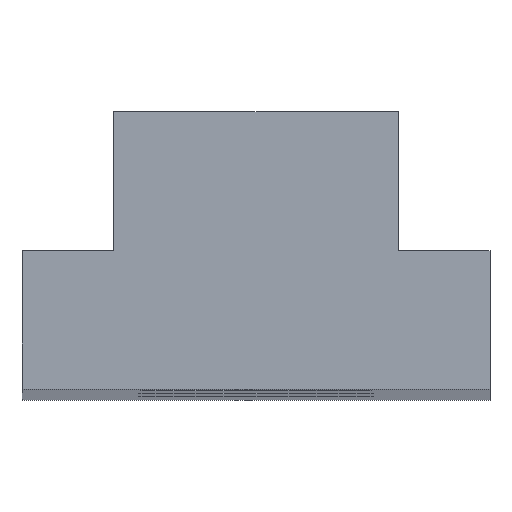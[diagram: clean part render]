
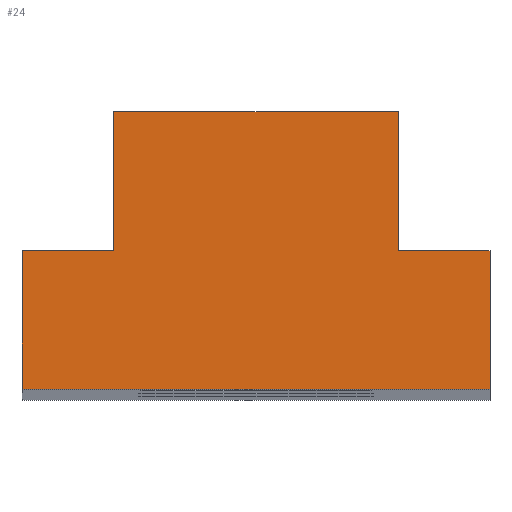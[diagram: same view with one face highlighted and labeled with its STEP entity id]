
A CAD part, top view. The second image highlights one B-rep face of the part: STEP entity #24.
In plain terms, the highlighted planar face has unit normal (0, 0, 1).
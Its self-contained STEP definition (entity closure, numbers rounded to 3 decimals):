
#5 = VERTEX_POINT ( 'NONE', #417 ) ;
#18 = EDGE_CURVE ( 'NONE', #5, #134, #394, .T. ) ;
#24 = ADVANCED_FACE ( 'NONE', ( #418 ), #477, .F. ) ;
#29 = ORIENTED_EDGE ( 'NONE', *, *, #144, .T. ) ;
#30 = ORIENTED_EDGE ( 'NONE', *, *, #93, .T. ) ;
#34 = ORIENTED_EDGE ( 'NONE', *, *, #18, .T. ) ;
#39 = ORIENTED_EDGE ( 'NONE', *, *, #228, .T. ) ;
#43 = ORIENTED_EDGE ( 'NONE', *, *, #213, .T. ) ;
#48 = ORIENTED_EDGE ( 'NONE', *, *, #72, .T. ) ;
#59 = ORIENTED_EDGE ( 'NONE', *, *, #214, .T. ) ;
#61 = ORIENTED_EDGE ( 'NONE', *, *, #95, .T. ) ;
#72 = EDGE_CURVE ( 'NONE', #183, #200, #244, .T. ) ;
#93 = EDGE_CURVE ( 'NONE', #189, #97, #429, .T. ) ;
#95 = EDGE_CURVE ( 'NONE', #190, #189, #356, .T. ) ;
#97 = VERTEX_POINT ( 'NONE', #422 ) ;
#134 = VERTEX_POINT ( 'NONE', #321 ) ;
#144 = EDGE_CURVE ( 'NONE', #200, #5, #468, .T. ) ;
#148 = EDGE_LOOP ( 'NONE', ( #39, #48, #29, #34, #59, #43, #61, #30 ) ) ;
#183 = VERTEX_POINT ( 'NONE', #638 ) ;
#189 = VERTEX_POINT ( 'NONE', #637 ) ;
#190 = VERTEX_POINT ( 'NONE', #556 ) ;
#200 = VERTEX_POINT ( 'NONE', #561 ) ;
#205 = VERTEX_POINT ( 'NONE', #551 ) ;
#213 = EDGE_CURVE ( 'NONE', #205, #190, #545, .T. ) ;
#214 = EDGE_CURVE ( 'NONE', #134, #205, #532, .T. ) ;
#228 = EDGE_CURVE ( 'NONE', #97, #183, #607, .T. ) ;
#242 = DIRECTION ( 'NONE',  ( 1., 0., 0. ) ) ;
#243 = VECTOR ( 'NONE', #242, 1000. ) ;
#244 = LINE ( 'NONE', #249, #243 ) ;
#249 = CARTESIAN_POINT ( 'NONE',  ( -6.75, 0., 90. ) ) ;
#321 = CARTESIAN_POINT ( 'NONE',  ( 4.1, 4., 90. ) ) ;
#353 = DIRECTION ( 'NONE',  ( 0., -1., 0. ) ) ;
#354 = VECTOR ( 'NONE', #353, 1000. ) ;
#355 = CARTESIAN_POINT ( 'NONE',  ( -4.1, 4., 90. ) ) ;
#356 = LINE ( 'NONE', #355, #354 ) ;
#391 = DIRECTION ( 'NONE',  ( -1., 0., 0. ) ) ;
#392 = VECTOR ( 'NONE', #391, 1000. ) ;
#393 = CARTESIAN_POINT ( 'NONE',  ( 6.75, 4., 90. ) ) ;
#394 = LINE ( 'NONE', #393, #392 ) ;
#417 = CARTESIAN_POINT ( 'NONE',  ( 6.75, 4., 90. ) ) ;
#418 = FACE_OUTER_BOUND ( 'NONE', #148, .T. ) ;
#422 = CARTESIAN_POINT ( 'NONE',  ( -6.75, 4., 90. ) ) ;
#427 = DIRECTION ( 'NONE',  ( -1., 0., 0. ) ) ;
#428 = VECTOR ( 'NONE', #427, 1000. ) ;
#429 = LINE ( 'NONE', #437, #428 ) ;
#437 = CARTESIAN_POINT ( 'NONE',  ( -6.75, 4., 90. ) ) ;
#464 = DIRECTION ( 'NONE',  ( 0., 1., 0. ) ) ;
#465 = VECTOR ( 'NONE', #464, 1000. ) ;
#466 = CARTESIAN_POINT ( 'NONE',  ( 6.75, 0., 90. ) ) ;
#468 = LINE ( 'NONE', #466, #465 ) ;
#473 = DIRECTION ( 'NONE',  ( -1., 0., 0. ) ) ;
#474 = DIRECTION ( 'NONE',  ( 0., 0., -1. ) ) ;
#475 = CARTESIAN_POINT ( 'NONE',  ( -6.75, 8., 90. ) ) ;
#476 = AXIS2_PLACEMENT_3D ( 'NONE', #475, #474, #473 ) ;
#477 = PLANE ( 'NONE',  #476 ) ;
#521 = DIRECTION ( 'NONE',  ( 0., 1., 0. ) ) ;
#522 = VECTOR ( 'NONE', #521, 1000. ) ;
#532 = LINE ( 'NONE', #633, #522 ) ;
#533 = DIRECTION ( 'NONE',  ( -1., 0., 0. ) ) ;
#534 = VECTOR ( 'NONE', #533, 1000. ) ;
#535 = CARTESIAN_POINT ( 'NONE',  ( -4.1, 8., 90. ) ) ;
#545 = LINE ( 'NONE', #535, #534 ) ;
#551 = CARTESIAN_POINT ( 'NONE',  ( 4.1, 8., 90. ) ) ;
#556 = CARTESIAN_POINT ( 'NONE',  ( -4.1, 8., 90. ) ) ;
#561 = CARTESIAN_POINT ( 'NONE',  ( 6.75, 0., 90. ) ) ;
#605 = DIRECTION ( 'NONE',  ( 0., -1., 0. ) ) ;
#606 = VECTOR ( 'NONE', #605, 1000. ) ;
#607 = LINE ( 'NONE', #612, #606 ) ;
#612 = CARTESIAN_POINT ( 'NONE',  ( -6.75, 0., 90. ) ) ;
#633 = CARTESIAN_POINT ( 'NONE',  ( 4.1, 4., 90. ) ) ;
#637 = CARTESIAN_POINT ( 'NONE',  ( -4.1, 4., 90. ) ) ;
#638 = CARTESIAN_POINT ( 'NONE',  ( -6.75, 0., 90. ) ) ;
